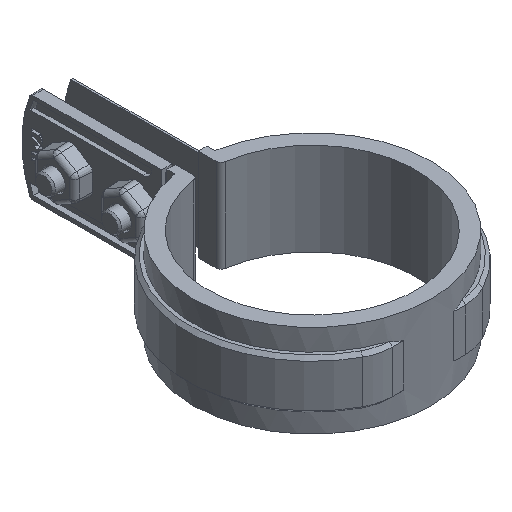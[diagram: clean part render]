
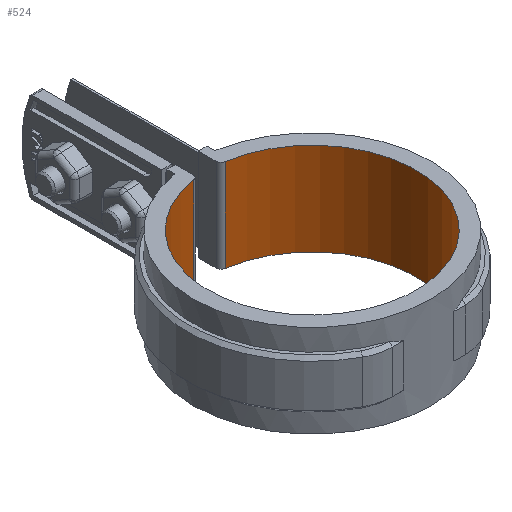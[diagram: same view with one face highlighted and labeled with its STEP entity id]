
A CAD part, isometric view. The second image highlights one B-rep face of the part: STEP entity #524.
In plain terms, the highlighted cylindrical face has radius 31.5 mm (diameter 63 mm), a partial arc.
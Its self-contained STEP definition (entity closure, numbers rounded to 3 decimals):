
#524 = ADVANCED_FACE( '', ( #954 ), #955, .F. );
#954 = FACE_OUTER_BOUND( '', #1716, .T. );
#955 = CYLINDRICAL_SURFACE( '', #1717, 31.5 );
#1716 = EDGE_LOOP( '', ( #4400, #4401, #4402, #4403 ) );
#1717 = AXIS2_PLACEMENT_3D( '', #4404, #4405, #4406 );
#4400 = ORIENTED_EDGE( '', *, *, #7074, .T. );
#4401 = ORIENTED_EDGE( '', *, *, #7071, .T. );
#4402 = ORIENTED_EDGE( '', *, *, #7075, .F. );
#4403 = ORIENTED_EDGE( '', *, *, #7049, .T. );
#4404 = CARTESIAN_POINT( '', ( 0., 0., -118.31 ) );
#4405 = DIRECTION( '', ( 0., 0., -1. ) );
#4406 = DIRECTION( '', ( -1., 0., 0. ) );
#7049 = EDGE_CURVE( '', #8106, #8103, #8107, .T. );
#7071 = EDGE_CURVE( '', #8143, #8140, #8144, .F. );
#7074 = EDGE_CURVE( '', #8103, #8143, #8148, .F. );
#7075 = EDGE_CURVE( '', #8106, #8140, #8149, .F. );
#8103 = VERTEX_POINT( '', #10757 );
#8106 = VERTEX_POINT( '', #10760 );
#8107 = LINE( '', #10761, #10762 );
#8140 = VERTEX_POINT( '', #10805 );
#8143 = VERTEX_POINT( '', #10808 );
#8144 = LINE( '', #10809, #10810 );
#8148 = CIRCLE( '', #10815, 31.5 );
#8149 = CIRCLE( '', #10816, 31.5 );
#10757 = CARTESIAN_POINT( '', ( -4.773, 31.136, 1.5 ) );
#10760 = CARTESIAN_POINT( '', ( -4.773, 31.136, -26.5 ) );
#10761 = CARTESIAN_POINT( '', ( -4.773, 31.136, -118.31 ) );
#10762 = VECTOR( '', #13718, 1000. );
#10805 = CARTESIAN_POINT( '', ( 4.773, 31.136, -26.5 ) );
#10808 = CARTESIAN_POINT( '', ( 4.773, 31.136, 1.5 ) );
#10809 = CARTESIAN_POINT( '', ( 4.773, 31.136, -118.31 ) );
#10810 = VECTOR( '', #13762, 1000. );
#10815 = AXIS2_PLACEMENT_3D( '', #13767, #13768, #13769 );
#10816 = AXIS2_PLACEMENT_3D( '', #13770, #13771, #13772 );
#13718 = DIRECTION( '', ( 0., 0., 1. ) );
#13762 = DIRECTION( '', ( 0., 0., 1. ) );
#13767 = CARTESIAN_POINT( '', ( 0., 0., 1.5 ) );
#13768 = DIRECTION( '', ( 0., 0., -1. ) );
#13769 = DIRECTION( '', ( -1., 0., 0. ) );
#13770 = CARTESIAN_POINT( '', ( 0., 0., -26.5 ) );
#13771 = DIRECTION( '', ( 0., 0., -1. ) );
#13772 = DIRECTION( '', ( -1., 0., 0. ) );
